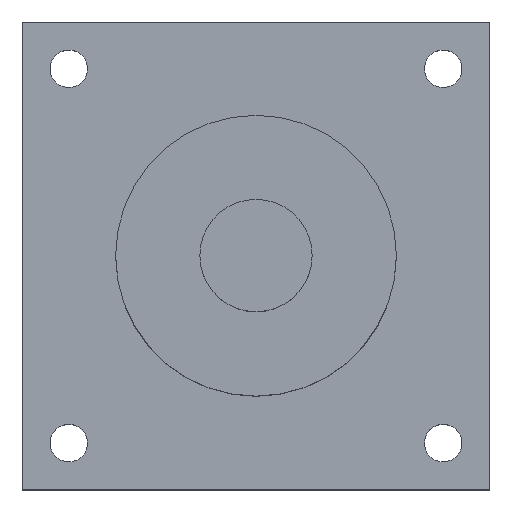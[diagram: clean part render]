
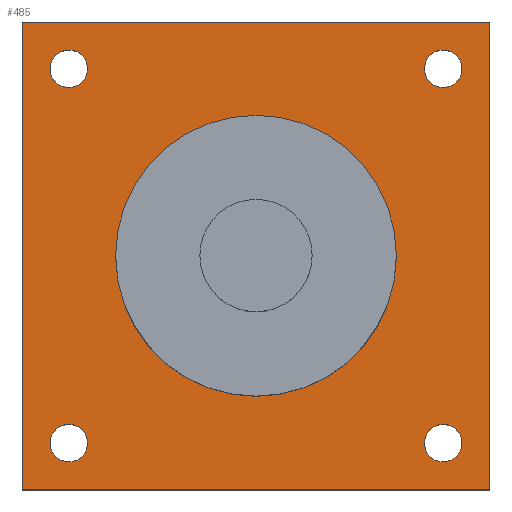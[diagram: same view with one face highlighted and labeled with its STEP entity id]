
A CAD part, top view. The second image highlights one B-rep face of the part: STEP entity #485.
In plain terms, the highlighted planar face has unit normal (0, 0, 1).
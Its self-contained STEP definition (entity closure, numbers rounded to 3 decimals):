
#162=CARTESIAN_POINT('POINT17',(-25.,-25.,5.));
#163=VERTEX_POINT('VERTEX17',#162);
#171=CARTESIAN_POINT('POINT18',(25.,-25.,5.));
#172=VERTEX_POINT('VERTEX18',#171);
#179=CARTESIAN_POINT('POS18',(0.,-25.,5.));
#180=DIRECTION('DIR27',(1.,0.,0.));
#181=VECTOR('VEC9',#180,1.);
#182=LINE('STRAIGHT9',#179,#181);
#183=EDGE_CURVE('EDGE21',#163,#172,#182,.T.);
#193=CARTESIAN_POINT('POINT19',(-25.,25.,5.));
#194=VERTEX_POINT('VERTEX19',#193);
#203=CARTESIAN_POINT('POS21',(-25.,0.,5.));
#204=DIRECTION('DIR31',(0.,-1.,0.));
#205=VECTOR('VEC11',#204,1.);
#206=LINE('STRAIGHT11',#203,#205);
#207=EDGE_CURVE('EDGE23',#194,#163,#206,.T.);
#217=CARTESIAN_POINT('POINT20',(25.,25.,5.));
#218=VERTEX_POINT('VERTEX20',#217);
#227=CARTESIAN_POINT('POS24',(0.,25.,5.));
#228=DIRECTION('DIR35',(-1.,0.,0.));
#229=VECTOR('VEC13',#228,1.);
#230=LINE('STRAIGHT13',#227,#229);
#231=EDGE_CURVE('EDGE25',#218,#194,#230,.T.);
#244=CARTESIAN_POINT('POS26',(25.,0.,5.));
#245=DIRECTION('DIR38',(0.,1.,0.));
#246=VECTOR('VEC14',#245,1.);
#247=LINE('STRAIGHT14',#244,#246);
#248=EDGE_CURVE('EDGE26',#172,#218,#247,.T.);
#258=CARTESIAN_POINT('POINT21',(-18.,-20.,5.));
#259=VERTEX_POINT('VERTEX21',#258);
#266=CARTESIAN_POINT('POINT22',(-22.,-20.,5.));
#267=VERTEX_POINT('VERTEX22',#266);
#268=CARTESIAN_POINT('POS29',(-20.,-20.,5.));
#269=DIRECTION('DIR42',(0.,0.,-1.));
#270=DIRECTION('DIR43',(1.,0.,0.));
#271=AXIS2_PLACEMENT_3D('AXIS14',#268,#269,#270);
#272=CIRCLE('ELLIPSE7',#271,2.);
#273=EDGE_CURVE('EDGE28',#267,#259,#272,.T.);
#293=EDGE_CURVE('EDGE30',#259,#267,#272,.T.);
#298=CARTESIAN_POINT('POINT23',(-18.,20.,5.));
#299=VERTEX_POINT('VERTEX23',#298);
#306=CARTESIAN_POINT('POINT24',(-22.,20.,5.));
#307=VERTEX_POINT('VERTEX24',#306);
#308=CARTESIAN_POINT('POS33',(-20.,20.,5.));
#309=DIRECTION('DIR48',(0.,0.,-1.));
#310=DIRECTION('DIR49',(1.,0.,0.));
#311=AXIS2_PLACEMENT_3D('AXIS16',#308,#309,#310);
#312=CIRCLE('ELLIPSE8',#311,2.);
#313=EDGE_CURVE('EDGE32',#307,#299,#312,.T.);
#333=EDGE_CURVE('EDGE34',#299,#307,#312,.T.);
#338=CARTESIAN_POINT('POINT25',(22.,-20.,5.));
#339=VERTEX_POINT('VERTEX25',#338);
#346=CARTESIAN_POINT('POINT26',(18.,-20.,5.));
#347=VERTEX_POINT('VERTEX26',#346);
#348=CARTESIAN_POINT('POS37',(20.,-20.,5.));
#349=DIRECTION('DIR54',(0.,0.,-1.));
#350=DIRECTION('DIR55',(1.,0.,0.));
#351=AXIS2_PLACEMENT_3D('AXIS18',#348,#349,#350);
#352=CIRCLE('ELLIPSE9',#351,2.);
#353=EDGE_CURVE('EDGE36',#347,#339,#352,.T.);
#373=EDGE_CURVE('EDGE38',#339,#347,#352,.T.);
#378=CARTESIAN_POINT('POINT27',(22.,20.,5.));
#379=VERTEX_POINT('VERTEX27',#378);
#386=CARTESIAN_POINT('POINT28',(18.,20.,5.));
#387=VERTEX_POINT('VERTEX28',#386);
#388=CARTESIAN_POINT('POS41',(20.,20.,5.));
#389=DIRECTION('DIR60',(0.,0.,-1.));
#390=DIRECTION('DIR61',(1.,0.,0.));
#391=AXIS2_PLACEMENT_3D('AXIS20',#388,#389,#390);
#392=CIRCLE('ELLIPSE10',#391,2.);
#393=EDGE_CURVE('EDGE40',#387,#379,#392,.T.);
#413=EDGE_CURVE('EDGE42',#379,#387,#392,.T.);
#443=ORIENTED_EDGE('COEDGE75',*,*,#413,.T.);
#444=ORIENTED_EDGE('COEDGE76',*,*,#393,.T.);
#445=EDGE_LOOP('NONE',(#443,#444));
#446=FACE_BOUND('LOOP1',#445,.T.);
#447=ORIENTED_EDGE('COEDGE77',*,*,#373,.T.);
#448=ORIENTED_EDGE('COEDGE78',*,*,#353,.T.);
#449=EDGE_LOOP('NONE',(#447,#448));
#450=FACE_BOUND('LOOP1',#449,.T.);
#451=ORIENTED_EDGE('COEDGE79',*,*,#333,.T.);
#452=ORIENTED_EDGE('COEDGE80',*,*,#313,.T.);
#453=EDGE_LOOP('NONE',(#451,#452));
#454=FACE_BOUND('LOOP1',#453,.T.);
#455=ORIENTED_EDGE('COEDGE81',*,*,#293,.T.);
#456=ORIENTED_EDGE('COEDGE82',*,*,#273,.T.);
#457=EDGE_LOOP('NONE',(#455,#456));
#458=FACE_BOUND('LOOP1',#457,.T.);
#459=CARTESIAN_POINT('POINT31',(15.,0.,5.));
#460=VERTEX_POINT('VERTEX31',#459);
#461=CARTESIAN_POINT('POINT32',(-15.,0.,5.
   ));
#462=VERTEX_POINT('VERTEX32',#461);
#463=CARTESIAN_POINT('POS46',(0.,0.,5.));
#464=DIRECTION('DIR69',(0.,0.,-1.));
#465=DIRECTION('DIR70',(1.,0.,0.));
#466=AXIS2_PLACEMENT_3D('AXIS24',#463,#464,#465);
#467=CIRCLE('ELLIPSE12',#466,15.);
#468=EDGE_CURVE('EDGE45',#460,#462,#467,.T.);
#469=ORIENTED_EDGE('COEDGE83',*,*,#468,.T.);
#470=EDGE_CURVE('EDGE46',#462,#460,#467,.T.);
#471=ORIENTED_EDGE('COEDGE84',*,*,#470,.T.);
#472=EDGE_LOOP('NONE',(#469,#471));
#473=FACE_BOUND('LOOP1',#472,.T.);
#474=ORIENTED_EDGE('COEDGE85',*,*,#248,.T.);
#475=ORIENTED_EDGE('COEDGE86',*,*,#231,.T.);
#476=ORIENTED_EDGE('COEDGE87',*,*,#207,.T.);
#477=ORIENTED_EDGE('COEDGE88',*,*,#183,.T.);
#478=EDGE_LOOP('NONE',(#474,#475,#476,#477));
#479=FACE_BOUND('LOOP1',#478,.T.);
#480=CARTESIAN_POINT('POS47',(0.,0.,5.));
#481=DIRECTION('DIR71',(0.,0.,1.));
#482=DIRECTION('DIR72',(1.,0.,0.));
#483=AXIS2_PLACEMENT_3D('AXIS25',#480,#481,#482);
#484=PLANE('PLANE8',#483);
#485=ADVANCED_FACE('FACE18',(#446,#450,#454,#458,#473,#479),#484,.T.);
